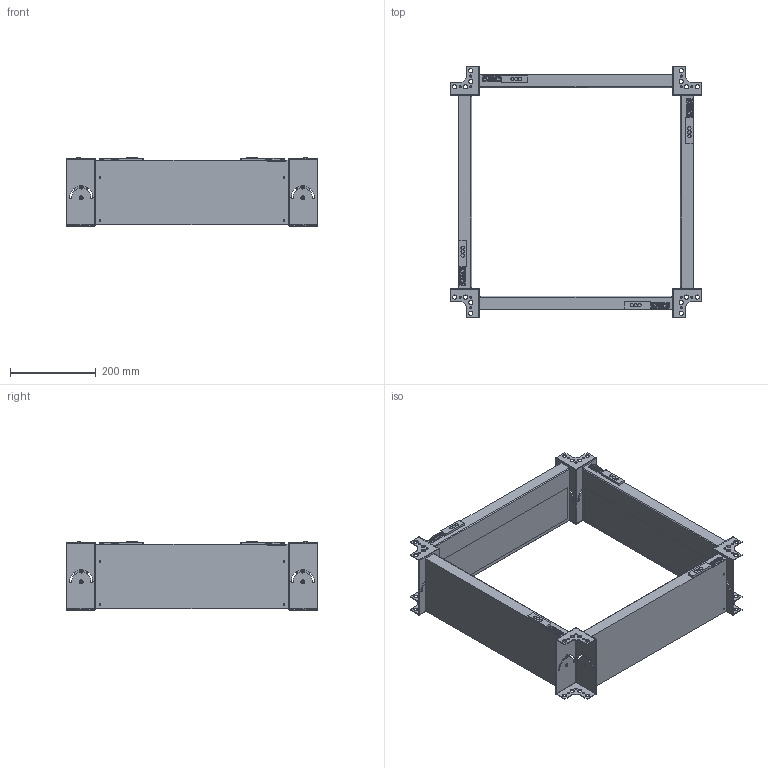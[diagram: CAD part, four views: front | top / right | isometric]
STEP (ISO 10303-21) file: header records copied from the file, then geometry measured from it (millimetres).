
FILE_DESCRIPTION(/* description */ (''),/* implementation_level */ '2;1');
FILE_NAME(/* name */ '4X40-XLED-3-SL',/* time_stamp */ '2018-01-17T10:14:45+01:00',/* author */ (''),/* organization */ (''),/* preprocessor_version */ 'ST-DEVELOPER v15.7',/* originating_system */ 'HiCAD 2015 2002.1 Build 408',/* authorisation */ '');
FILE_SCHEMA (('AUTOMOTIVE_DESIGN { 1 0 10303 214 1 1 1 1 }'));
Length unit declared in the file: millimetre
Products named in the file (38): Root; Baugruppe_Xled-2-VD; QUADER_0; Baugruppe_Baugruppe; TRANSLATIONSTEIL_0; TRANSLATIONSTEIL_1; TRANSLATIONSTEIL_2; PRISMA_0; PRISMA_1; QUADER_1
Assembly tree (37 placements, depth 5):
  Root
    Baugruppe_Xled-2-VD
      QUADER_0
      QUADER_0
      QUADER_0
      QUADER_0
      Baugruppe_Baugruppe
        TRANSLATIONSTEIL_0
          TRANSLATIONSTEIL_1
          TRANSLATIONSTEIL_2
          PRISMA_0
          PRISMA_1
      Baugruppe_Baugruppe
        TRANSLATIONSTEIL_0
          TRANSLATIONSTEIL_1
          TRANSLATIONSTEIL_2
          PRISMA_0
          PRISMA_1
      Baugruppe_Baugruppe
        TRANSLATIONSTEIL_0
          TRANSLATIONSTEIL_1
          TRANSLATIONSTEIL_2
          PRISMA_0
          PRISMA_1
      Baugruppe_Baugruppe
        TRANSLATIONSTEIL_0
          TRANSLATIONSTEIL_1
          TRANSLATIONSTEIL_2
          PRISMA_0
          PRISMA_1
      QUADER_0
      QUADER_0
      QUADER_0
      QUADER_0
      QUADER_1
      QUADER_1
      QUADER_1
      QUADER_1
Bounding box: 586 x 586 x 159.05 mm (x, y, z)
Volume: 8329346.7 mm3; surface area: 918288.7 mm2
Topology: 52 solids, 52 shells, 892 faces, 2132 edges, 1408 vertices
Faces by surface type: cylinder 408, plane 400, cone 40, torus 28, sphere 16
Full cylindrical faces by diameter (mm): 1 x20, 2.5 x8, 3 x8, 3.3 x32, 3.6 x8, 4 x32, 5 x32, 8 x12, 9 x16, 10 x32
Entity records: 42053 total; most frequent: DIRECTION 4460, CARTESIAN_POINT 3942, PRESENTATION_STYLE_ASSIGNMENT 3512, OVER_RIDING_STYLED_ITEM 3460, COLOUR_RGB 3391, DRAUGHTING_PRE_DEFINED_CURVE_FONT 3384, CURVE_STYLE 3384, ORIENTED_EDGE 3384
